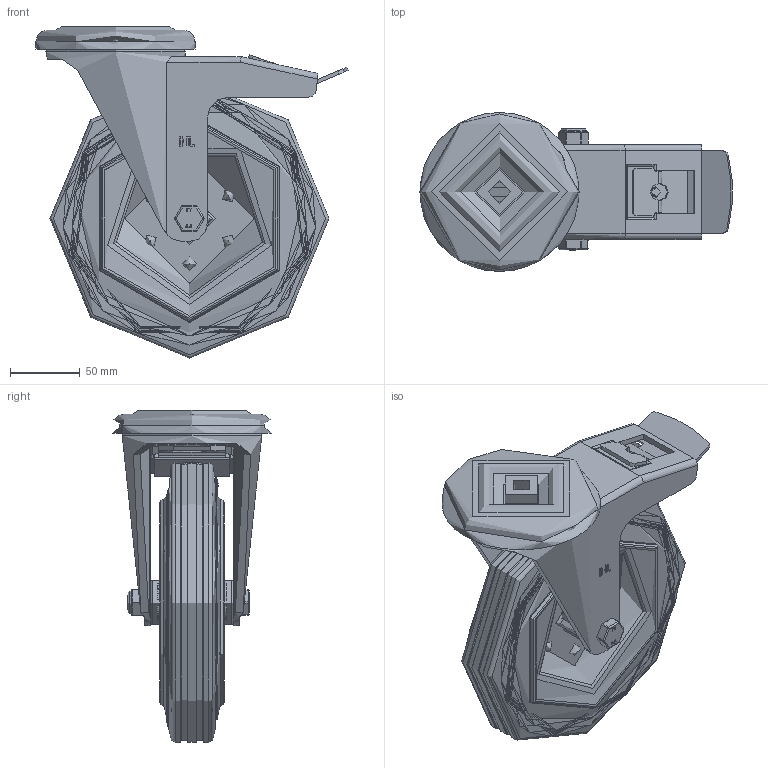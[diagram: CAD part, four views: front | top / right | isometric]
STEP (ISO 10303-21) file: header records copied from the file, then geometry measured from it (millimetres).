
FILE_DESCRIPTION(/* description */ (''),/* implementation_level */ '2;1');
FILE_NAME(/* name */ 'BZMM200BSBBH16SWB.step',/* time_stamp */ '2024-09-20T16:50:39+01:00',/* author */ (''),/* organization */ (''),/* preprocessor_version */ 'ST-DEVELOPER v20',/* originating_system */ 'Autodesk Translation Framework v13.20.0.188',/* authorisation */ '');
FILE_SCHEMA (('AUTOMOTIVE_DESIGN { 1 0 10303 214 3 1 1 }'));
Length unit declared in the file: millimetre
Products named in the file (25): BZMM200BSBBH16SWB; BZMM200ASBH16SWB v1; ZINC PLATED, PRESSED STEEL HEAD; ZINC PLATED, PRESSED STEEL FORKS; ZINC PLATED, PRESSED STEEL BRAKE PEDAL; BRAKE PAD; BRAKE PAD Geometry; BRAKE BOLT; BZH200WBSRB v1; RUBBER TYRE; STEEL RIM; STEEL RIM Geometry; BOLTS; Component12; ROLLER BEARIING; CAGE; RIBS; TUBEM20X60 v1; ZINC PLATED STEEL TUBE; HEXBOLTM12X80Z8.8 v2; GRADE 8.8 ZINC PLATED BOLT; NYLOCM12Z v1; NYLOC NUT; NUT; RUBBER
Assembly tree (29 placements, depth 5):
  BZMM200BSBBH16SWB
    BZMM200ASBH16SWB v1
      ZINC PLATED, PRESSED STEEL HEAD
      ZINC PLATED, PRESSED STEEL FORKS
      ZINC PLATED, PRESSED STEEL BRAKE PEDAL
      BRAKE PAD
        BRAKE PAD Geometry
        BRAKE BOLT
    BZH200WBSRB v1
      RUBBER TYRE
      STEEL RIM
        STEEL RIM Geometry
        BOLTS
          Component12  x6
      ROLLER BEARIING
        CAGE
        RIBS
    TUBEM20X60 v1
      ZINC PLATED STEEL TUBE
    HEXBOLTM12X80Z8.8 v2
      GRADE 8.8 ZINC PLATED BOLT
    NYLOCM12Z v1
      NYLOC NUT
        NUT
        RUBBER
Bounding box: 223.67 x 114 x 238 mm (x, y, z)
Volume: 1172557.7 mm3; surface area: 308636.8 mm2
Topology: 28 solids, 28 shells, 827 faces, 2017 edges, 1273 vertices
Faces by surface type: plane 361, cylinder 251, bspline 86, cone 62, torus 43, sphere 24
Full cylindrical faces by diameter (mm): 5 x22, 7 x16, 8 x1, 9.836 x18, 11.834 x18, 12 x3, 12.2 x2, 12.5 x1, 14 x2, 16.2 x1, 18 x1, 18.5 x1, 19.9 x1, 20.2 x2, 21 x1, 28 x1, 30 x1, 32.5 x3, 41 x1, 47 x1, 52 x1, 74 x1, 92 x1, 95.676 x2, 100 x1, 104 x1, 114 x1, 123.5 x4, 198 x2, 200 x3
Entity records: 40766 total; most frequent: CARTESIAN_POINT 21524, ORIENTED_EDGE 3944, DIRECTION 3764, EDGE_CURVE 1972, AXIS2_PLACEMENT_3D 1367, VERTEX_POINT 1243, LINE 1030, VECTOR 1030
